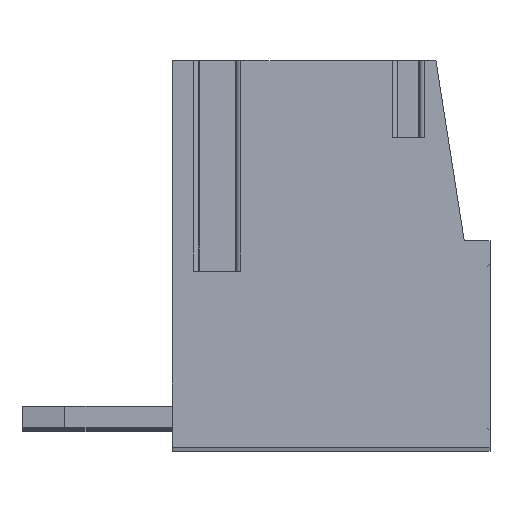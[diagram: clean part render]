
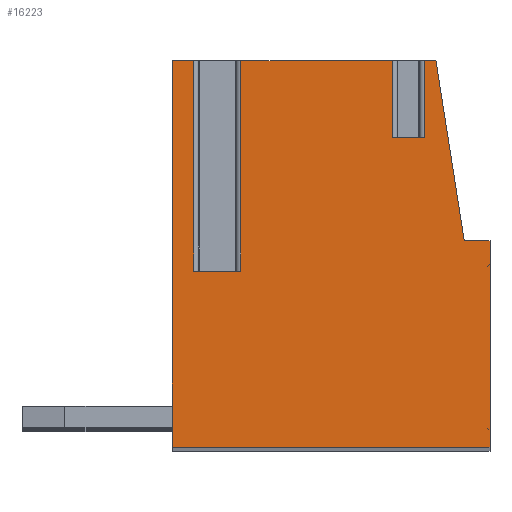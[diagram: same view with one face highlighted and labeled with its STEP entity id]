
A CAD part, top view. The second image highlights one B-rep face of the part: STEP entity #16223.
In plain terms, the highlighted planar face has unit normal (0, 0, 1).
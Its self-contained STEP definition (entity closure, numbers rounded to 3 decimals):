
#5241=DIRECTION('',(0.,1.,0.));
#5242=VECTOR('',#5241,1.8);
#5243=CARTESIAN_POINT('',(1.436,2.4,1.905));
#5244=LINE('',#5243,#5242);
#5245=DIRECTION('',(0.,1.,0.));
#5246=VECTOR('',#5245,1.8);
#5247=CARTESIAN_POINT('',(2.164,2.4,1.905));
#5248=LINE('',#5247,#5246);
#5249=DIRECTION('',(-1.,0.,0.));
#5250=VECTOR('',#5249,0.276);
#5251=CARTESIAN_POINT('',(2.44,4.2,1.905));
#5252=LINE('',#5251,#5250);
#5253=DIRECTION('',(-0.155,0.988,0.));
#5254=VECTOR('',#5253,4.252);
#5255=CARTESIAN_POINT('',(3.1,0.,1.905));
#5256=LINE('',#5255,#5254);
#5257=DIRECTION('',(-1.,0.,0.));
#5258=VECTOR('',#5257,0.6);
#5259=CARTESIAN_POINT('',(3.7,0.,1.905));
#5260=LINE('',#5259,#5258);
#5261=DIRECTION('',(0.,1.,0.));
#5262=VECTOR('',#5261,4.8);
#5263=CARTESIAN_POINT('',(3.7,-4.8,1.905));
#5264=LINE('',#5263,#5262);
#5265=DIRECTION('',(1.,0.,0.));
#5266=VECTOR('',#5265,7.4);
#5267=CARTESIAN_POINT('',(-3.7,-4.8,1.905));
#5268=LINE('',#5267,#5266);
#5269=DIRECTION('',(0.,-1.,0.));
#5270=VECTOR('',#5269,9.);
#5271=CARTESIAN_POINT('',(-3.7,4.2,1.905));
#5272=LINE('',#5271,#5270);
#5273=DIRECTION('',(-1.,0.,0.));
#5274=VECTOR('',#5273,0.504);
#5275=CARTESIAN_POINT('',(-3.196,4.2,1.905));
#5276=LINE('',#5275,#5274);
#5277=DIRECTION('',(0.,1.,0.));
#5278=VECTOR('',#5277,4.9);
#5279=CARTESIAN_POINT('',(-3.196,-0.7,1.905));
#5280=LINE('',#5279,#5278);
#5281=DIRECTION('',(-1.,0.,0.));
#5282=VECTOR('',#5281,1.093);
#5283=CARTESIAN_POINT('',(-2.104,-0.7,1.905));
#5284=LINE('',#5283,#5282);
#5285=DIRECTION('',(0.,1.,0.));
#5286=VECTOR('',#5285,4.9);
#5287=CARTESIAN_POINT('',(-2.104,-0.7,1.905));
#5288=LINE('',#5287,#5286);
#5289=DIRECTION('',(-1.,0.,0.));
#5290=VECTOR('',#5289,3.54);
#5291=CARTESIAN_POINT('',(1.436,4.2,1.905));
#5292=LINE('',#5291,#5290);
#5302=DIRECTION('',(1.,0.,0.));
#5303=VECTOR('',#5302,0.728);
#5304=CARTESIAN_POINT('',(1.436,2.4,1.905));
#5305=LINE('',#5304,#5303);
#6741=CARTESIAN_POINT('',(3.7,0.,1.905));
#6742=CARTESIAN_POINT('',(3.1,0.,1.905));
#6743=VERTEX_POINT('',#6741);
#6744=VERTEX_POINT('',#6742);
#6745=CARTESIAN_POINT('',(2.44,4.2,1.905));
#6746=VERTEX_POINT('',#6745);
#6747=CARTESIAN_POINT('',(-3.7,4.2,1.905));
#6748=CARTESIAN_POINT('',(-3.7,-4.8,1.905));
#6749=VERTEX_POINT('',#6747);
#6750=VERTEX_POINT('',#6748);
#6751=CARTESIAN_POINT('',(3.7,-4.8,1.905));
#6752=VERTEX_POINT('',#6751);
#6785=CARTESIAN_POINT('',(-2.104,-0.7,1.905));
#6786=CARTESIAN_POINT('',(-3.196,-0.7,1.905));
#6787=VERTEX_POINT('',#6785);
#6788=VERTEX_POINT('',#6786);
#6789=CARTESIAN_POINT('',(-3.196,4.2,1.905));
#6790=VERTEX_POINT('',#6789);
#6791=CARTESIAN_POINT('',(-2.104,4.2,1.905));
#6792=VERTEX_POINT('',#6791);
#6797=CARTESIAN_POINT('',(1.436,4.2,1.905));
#6798=VERTEX_POINT('',#6797);
#6800=CARTESIAN_POINT('',(2.164,4.2,1.905));
#6802=VERTEX_POINT('',#6800);
#6865=CARTESIAN_POINT('',(1.436,2.4,1.905));
#6866=VERTEX_POINT('',#6865);
#6868=CARTESIAN_POINT('',(2.164,2.4,1.905));
#6870=VERTEX_POINT('',#6868);
#16192=CARTESIAN_POINT('',(0.,0.,1.905));
#16193=DIRECTION('',(0.,0.,1.));
#16194=DIRECTION('',(1.,0.,0.));
#16195=AXIS2_PLACEMENT_3D('',#16192,#16193,#16194);
#16196=PLANE('',#16195);
#16198=ORIENTED_EDGE('',*,*,#16197,.F.);
#16200=ORIENTED_EDGE('',*,*,#16199,.T.);
#16202=ORIENTED_EDGE('',*,*,#16201,.T.);
#16203=ORIENTED_EDGE('',*,*,#8834,.F.);
#16205=ORIENTED_EDGE('',*,*,#16204,.F.);
#16207=ORIENTED_EDGE('',*,*,#16206,.F.);
#16209=ORIENTED_EDGE('',*,*,#16208,.F.);
#16211=ORIENTED_EDGE('',*,*,#16210,.F.);
#16212=ORIENTED_EDGE('',*,*,#13746,.F.);
#16213=ORIENTED_EDGE('',*,*,#8858,.F.);
#16215=ORIENTED_EDGE('',*,*,#16214,.F.);
#16217=ORIENTED_EDGE('',*,*,#16216,.F.);
#16219=ORIENTED_EDGE('',*,*,#16218,.T.);
#16220=ORIENTED_EDGE('',*,*,#8846,.F.);
#16221=EDGE_LOOP('',(#16198,#16200,#16202,#16203,#16205,#16207,#16209,#16211,
#16212,#16213,#16215,#16217,#16219,#16220));
#16222=FACE_OUTER_BOUND('',#16221,.F.);
#8834=EDGE_CURVE('',#6746,#6802,#5252,.T.);
#8846=EDGE_CURVE('',#6798,#6792,#5292,.T.);
#8858=EDGE_CURVE('',#6790,#6749,#5276,.T.);
#13746=EDGE_CURVE('',#6749,#6750,#5272,.T.);
#16197=EDGE_CURVE('',#6866,#6798,#5244,.T.);
#16199=EDGE_CURVE('',#6866,#6870,#5305,.T.);
#16201=EDGE_CURVE('',#6870,#6802,#5248,.T.);
#16204=EDGE_CURVE('',#6744,#6746,#5256,.T.);
#16206=EDGE_CURVE('',#6743,#6744,#5260,.T.);
#16208=EDGE_CURVE('',#6752,#6743,#5264,.T.);
#16210=EDGE_CURVE('',#6750,#6752,#5268,.T.);
#16214=EDGE_CURVE('',#6788,#6790,#5280,.T.);
#16216=EDGE_CURVE('',#6787,#6788,#5284,.T.);
#16218=EDGE_CURVE('',#6787,#6792,#5288,.T.);
#16223=ADVANCED_FACE('',(#16222),#16196,.T.);
